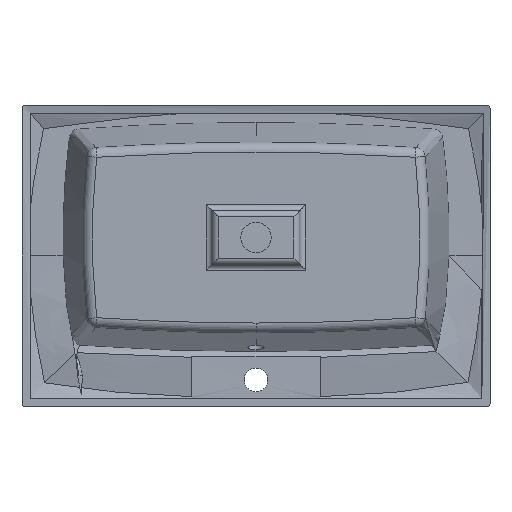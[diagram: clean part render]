
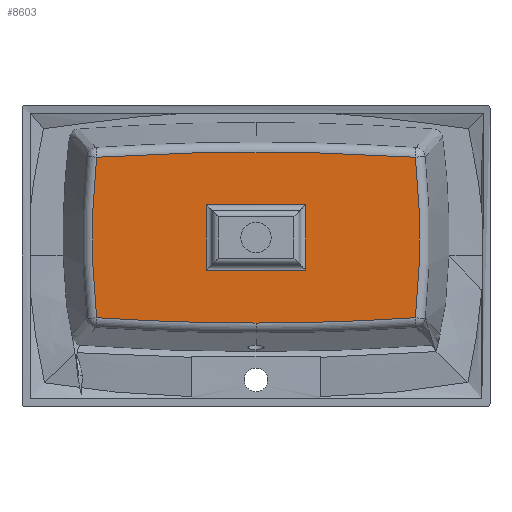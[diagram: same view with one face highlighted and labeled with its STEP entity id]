
A CAD part, front view. The second image highlights one B-rep face of the part: STEP entity #8603.
In plain terms, the highlighted planar face has unit normal (0, -1, 0).
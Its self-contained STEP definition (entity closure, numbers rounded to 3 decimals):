
#40 = CARTESIAN_POINT ( 'NONE',  ( -236.679, -132., 146.642 ) ) ;
#80 = VECTOR ( 'NONE', #4926, 1000. ) ;
#102 = AXIS2_PLACEMENT_3D ( 'NONE', #7364, #1028, #15686 ) ;
#268 = LINE ( 'NONE', #7738, #15343 ) ;
#797 = DIRECTION ( 'NONE',  ( 0., -1., 0. ) ) ;
#818 = AXIS2_PLACEMENT_3D ( 'NONE', #5809, #797, #5752 ) ;
#1028 = DIRECTION ( 'NONE',  ( 0., -1., 0. ) ) ;
#1217 = CARTESIAN_POINT ( 'NONE',  ( 65., -132., 76.5 ) ) ;
#1707 = CARTESIAN_POINT ( 'NONE',  ( 236.679, -132., -91.642 ) ) ;
#1963 = DIRECTION ( 'NONE',  ( 0., 0., 1. ) ) ;
#2121 = AXIS2_PLACEMENT_3D ( 'NONE', #5959, #12067, #2316 ) ;
#2298 = DIRECTION ( 'NONE',  ( 0., -1., 0. ) ) ;
#2316 = DIRECTION ( 'NONE',  ( 0., 0., -1. ) ) ;
#2375 = CIRCLE ( 'NONE', #2121, 1118.157 ) ;
#2827 = EDGE_CURVE ( 'NONE', #10710, #10434, #10625, .T. ) ;
#3176 = CARTESIAN_POINT ( 'NONE',  ( -74., -132., 67.5 ) ) ;
#3411 = VERTEX_POINT ( 'NONE', #13550 ) ;
#3421 = EDGE_CURVE ( 'NONE', #9037, #8498, #5485, .T. ) ;
#3530 = EDGE_CURVE ( 'NONE', #8498, #8249, #12335, .T. ) ;
#3681 = FACE_BOUND ( 'NONE', #9206, .T. ) ;
#3717 = CARTESIAN_POINT ( 'NONE',  ( -74., -132., -21.5 ) ) ;
#3953 = CARTESIAN_POINT ( 'NONE',  ( 74., -132., -12.5 ) ) ;
#3965 = EDGE_CURVE ( 'NONE', #8249, #10415, #268, .T. ) ;
#4376 = DIRECTION ( 'NONE',  ( 0., 0., -1. ) ) ;
#4400 = ORIENTED_EDGE ( 'NONE', *, *, #7128, .T. ) ;
#4634 = LINE ( 'NONE', #3176, #6197 ) ;
#4910 = EDGE_CURVE ( 'NONE', #10604, #10710, #11360, .T. ) ;
#4926 = DIRECTION ( 'NONE',  ( 1., 0., 0. ) ) ;
#5209 = DIRECTION ( 'NONE',  ( 0., 0., -1. ) ) ;
#5485 = LINE ( 'NONE', #1217, #80 ) ;
#5596 = ORIENTED_EDGE ( 'NONE', *, *, #15147, .T. ) ;
#5681 = AXIS2_PLACEMENT_3D ( 'NONE', #11997, #2298, #8390 ) ;
#5752 = DIRECTION ( 'NONE',  ( 0., 0., -1. ) ) ;
#5809 = CARTESIAN_POINT ( 'NONE',  ( 0., -132., -3393.812 ) ) ;
#5818 = CARTESIAN_POINT ( 'NONE',  ( -74., -132., 76.5 ) ) ;
#5904 = AXIS2_PLACEMENT_3D ( 'NONE', #12996, #12891, #4376 ) ;
#5959 = CARTESIAN_POINT ( 'NONE',  ( 875.112, -132., 27.5 ) ) ;
#6020 = DIRECTION ( 'NONE',  ( 0., -1., 0. ) ) ;
#6197 = VECTOR ( 'NONE', #1963, 1000. ) ;
#6431 = AXIS2_PLACEMENT_3D ( 'NONE', #15772, #6020, #12128 ) ;
#7128 = EDGE_CURVE ( 'NONE', #13778, #3411, #2375, .T. ) ;
#7206 = PLANE ( 'NONE',  #5681 ) ;
#7364 = CARTESIAN_POINT ( 'NONE',  ( -875.113, -132., 27.5 ) ) ;
#7542 = ORIENTED_EDGE ( 'NONE', *, *, #3530, .T. ) ;
#7653 = ORIENTED_EDGE ( 'NONE', *, *, #3421, .T. ) ;
#7685 = DIRECTION ( 'NONE',  ( -1., 0., 0. ) ) ;
#7707 = CARTESIAN_POINT ( 'NONE',  ( 0., -132., -99.544 ) ) ;
#7738 = CARTESIAN_POINT ( 'NONE',  ( -65., -132., -21.5 ) ) ;
#8109 = CIRCLE ( 'NONE', #818, 3548.357 ) ;
#8249 = VERTEX_POINT ( 'NONE', #11696 ) ;
#8390 = DIRECTION ( 'NONE',  ( 0., 0., -1. ) ) ;
#8498 = VERTEX_POINT ( 'NONE', #12783 ) ;
#8603 = ADVANCED_FACE ( 'NONE', ( #3681, #13020 ), #7206, .T. ) ;
#8635 = ORIENTED_EDGE ( 'NONE', *, *, #3965, .T. ) ;
#8965 = ORIENTED_EDGE ( 'NONE', *, *, #4910, .T. ) ;
#9037 = VERTEX_POINT ( 'NONE', #5818 ) ;
#9206 = EDGE_LOOP ( 'NONE', ( #5596, #7653, #7542, #8635 ) ) ;
#10415 = VERTEX_POINT ( 'NONE', #3717 ) ;
#10434 = VERTEX_POINT ( 'NONE', #12558 ) ;
#10604 = VERTEX_POINT ( 'NONE', #7707 ) ;
#10625 = CIRCLE ( 'NONE', #102, 1118.157 ) ;
#10710 = VERTEX_POINT ( 'NONE', #1707 ) ;
#11360 = CIRCLE ( 'NONE', #5904, 3548.357 ) ;
#11696 = CARTESIAN_POINT ( 'NONE',  ( 74., -132., -21.5 ) ) ;
#11716 = EDGE_CURVE ( 'NONE', #3411, #10604, #12043, .T. ) ;
#11805 = ORIENTED_EDGE ( 'NONE', *, *, #15618, .T. ) ;
#11954 = VECTOR ( 'NONE', #5209, 1000. ) ;
#11997 = CARTESIAN_POINT ( 'NONE',  ( -437.556, -132., 1738.156 ) ) ;
#12043 = CIRCLE ( 'NONE', #6431, 3548.357 ) ;
#12064 = EDGE_LOOP ( 'NONE', ( #4400, #14502, #8965, #12637, #11805 ) ) ;
#12067 = DIRECTION ( 'NONE',  ( 0., -1., 0. ) ) ;
#12128 = DIRECTION ( 'NONE',  ( 0., 0., -1. ) ) ;
#12335 = LINE ( 'NONE', #3953, #11954 ) ;
#12558 = CARTESIAN_POINT ( 'NONE',  ( 236.679, -132., 146.642 ) ) ;
#12637 = ORIENTED_EDGE ( 'NONE', *, *, #2827, .T. ) ;
#12783 = CARTESIAN_POINT ( 'NONE',  ( 74., -132., 76.5 ) ) ;
#12891 = DIRECTION ( 'NONE',  ( 0., -1., 0. ) ) ;
#12996 = CARTESIAN_POINT ( 'NONE',  ( 0., -132., 3448.813 ) ) ;
#13020 = FACE_OUTER_BOUND ( 'NONE', #12064, .T. ) ;
#13550 = CARTESIAN_POINT ( 'NONE',  ( -236.679, -132., -91.642 ) ) ;
#13778 = VERTEX_POINT ( 'NONE', #40 ) ;
#14502 = ORIENTED_EDGE ( 'NONE', *, *, #11716, .T. ) ;
#15147 = EDGE_CURVE ( 'NONE', #10415, #9037, #4634, .T. ) ;
#15343 = VECTOR ( 'NONE', #7685, 1000. ) ;
#15618 = EDGE_CURVE ( 'NONE', #10434, #13778, #8109, .T. ) ;
#15686 = DIRECTION ( 'NONE',  ( 0., 0., -1. ) ) ;
#15772 = CARTESIAN_POINT ( 'NONE',  ( 0., -132., 3448.813 ) ) ;
